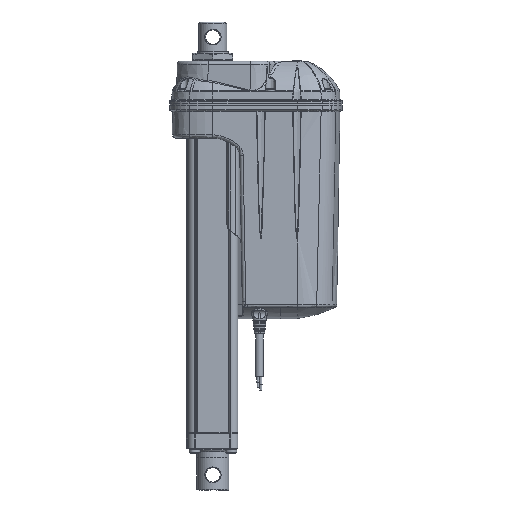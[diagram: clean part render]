
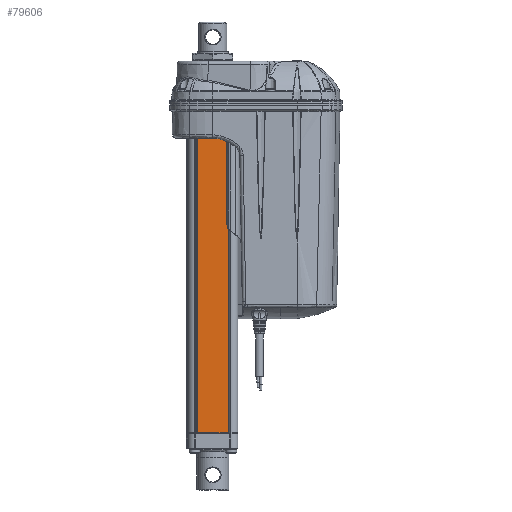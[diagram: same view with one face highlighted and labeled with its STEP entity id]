
A CAD part, front view. The second image highlights one B-rep face of the part: STEP entity #79606.
In plain terms, the highlighted planar face has unit normal (0, -1, 0).
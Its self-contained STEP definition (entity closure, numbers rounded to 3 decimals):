
#79425=CARTESIAN_POINT('',(-88.589,-20.15,122.));
#79426=VERTEX_POINT('',#79425);
#79434=CARTESIAN_POINT('',(-61.411,-20.15,122.));
#79435=VERTEX_POINT('',#79434);
#79436=CARTESIAN_POINT('',(-61.411,-20.15,122.));
#79437=DIRECTION('',(-1.,0.,0.));
#79438=VECTOR('',#79437,27.177);
#79439=LINE('',#79436,#79438);
#79440=EDGE_CURVE('',#79435,#79426,#79439,.T.);
#79564=CARTESIAN_POINT('',(-88.589,-20.15,-141.5));
#79565=VERTEX_POINT('',#79564);
#79573=CARTESIAN_POINT('',(-88.589,-20.15,-141.5));
#79574=DIRECTION('',(0.,0.,1.));
#79575=VECTOR('',#79574,263.5);
#79576=LINE('',#79573,#79575);
#79577=EDGE_CURVE('',#79565,#79426,#79576,.T.);
#79583=CARTESIAN_POINT('',(-75.,-20.15,-109.75));
#79584=DIRECTION('',(1.,0.,0.));
#79585=DIRECTION('',(0.,-1.,0.));
#79586=AXIS2_PLACEMENT_3D('',#79583,#79585,#79584);
#79587=PLANE('',#79586);
#79588=ORIENTED_EDGE('',*,*,#79577,.F.);
#79589=CARTESIAN_POINT('',(-61.411,-20.15,-141.5));
#79590=VERTEX_POINT('',#79589);
#79591=CARTESIAN_POINT('',(-88.589,-20.15,-141.5));
#79592=DIRECTION('',(1.,0.,0.));
#79593=VECTOR('',#79592,27.177);
#79594=LINE('',#79591,#79593);
#79595=EDGE_CURVE('',#79565,#79590,#79594,.T.);
#79596=ORIENTED_EDGE('E211',*,*,#79595,.T.);
#79597=CARTESIAN_POINT('',(-61.411,-20.15,-141.5));
#79598=DIRECTION('',(0.,0.,1.));
#79599=VECTOR('',#79598,263.5);
#79600=LINE('',#79597,#79599);
#79601=EDGE_CURVE('',#79590,#79435,#79600,.T.);
#79602=ORIENTED_EDGE('E80',*,*,#79601,.T.);
#79603=ORIENTED_EDGE('E80',*,*,#79440,.T.);
#79604=EDGE_LOOP('',(#79588,#79596,#79602,#79603));
#79605=FACE_OUTER_BOUND('',#79604,.T.);
#79606=ADVANCED_FACE('F7',(#79605),#79587,.T.);
